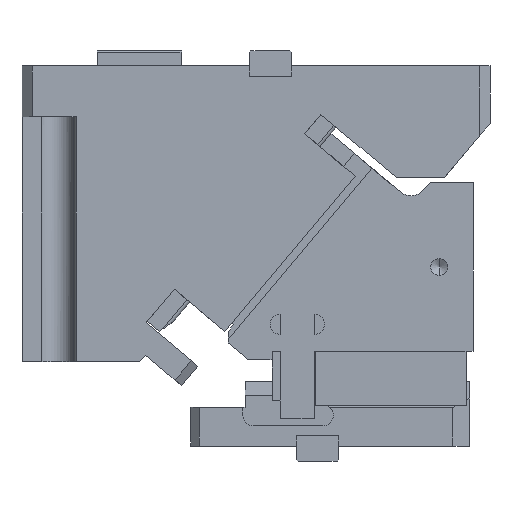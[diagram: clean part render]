
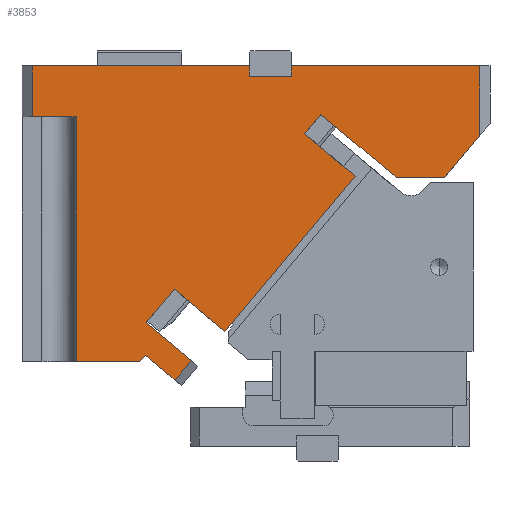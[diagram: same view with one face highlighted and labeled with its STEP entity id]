
A CAD part, front view. The second image highlights one B-rep face of the part: STEP entity #3853.
In plain terms, the highlighted planar face has unit normal (0, -1, 0).
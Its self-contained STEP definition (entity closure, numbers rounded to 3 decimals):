
#221=CARTESIAN_POINT('Vertex',(-9.868,-30.,92.933)) ;
#224=CARTESIAN_POINT('Line Origine',(-18.224,-30.,82.975)) ;
#228=CARTESIAN_POINT('Vertex',(-26.58,-30.,73.016)) ;
#296=CARTESIAN_POINT('Vertex',(76.909,-30.,196.349)) ;
#299=CARTESIAN_POINT('Line Origine',(72.088,-30.,190.604)) ;
#303=CARTESIAN_POINT('Vertex',(67.267,-30.,184.859)) ;
#621=CARTESIAN_POINT('Vertex',(121.42,-30.,159.)) ;
#624=CARTESIAN_POINT('Line Origine',(99.165,-30.,177.675)) ;
#698=CARTESIAN_POINT('Vertex',(150.001,-30.,159.)) ;
#701=CARTESIAN_POINT('Line Origine',(135.711,-30.,159.)) ;
#974=CARTESIAN_POINT('Vertex',(59.5,-30.,225.)) ;
#977=CARTESIAN_POINT('Line Origine',(115.25,-30.,225.)) ;
#981=CARTESIAN_POINT('Vertex',(171.,-30.,225.)) ;
#1137=CARTESIAN_POINT('Vertex',(59.5,-30.,219.)) ;
#1140=CARTESIAN_POINT('Line Origine',(59.5,-30.,222.)) ;
#1229=CARTESIAN_POINT('Vertex',(34.5,-30.,219.)) ;
#1232=CARTESIAN_POINT('Line Origine',(47.,-30.,219.)) ;
#1253=CARTESIAN_POINT('Vertex',(34.5,-30.,225.)) ;
#1256=CARTESIAN_POINT('Line Origine',(34.5,-30.,222.)) ;
#1326=CARTESIAN_POINT('Vertex',(-94.,-30.,225.)) ;
#1329=CARTESIAN_POINT('Line Origine',(-29.75,-30.,225.)) ;
#2044=CARTESIAN_POINT('Vertex',(171.,-30.,184.025)) ;
#2047=CARTESIAN_POINT('Line Origine',(160.501,-30.,171.513)) ;
#2372=CARTESIAN_POINT('Vertex',(-94.,-30.,195.)) ;
#2375=CARTESIAN_POINT('Line Origine',(-94.,-30.,210.)) ;
#2537=CARTESIAN_POINT('Line Origine',(-81.,-30.,195.)) ;
#2541=CARTESIAN_POINT('Vertex',(-68.,-30.,195.)) ;
#2625=CARTESIAN_POINT('Vertex',(-68.,-30.,50.)) ;
#2628=CARTESIAN_POINT('Line Origine',(-68.,-30.,122.5)) ;
#3635=CARTESIAN_POINT('Vertex',(-30.228,-30.,50.)) ;
#3638=CARTESIAN_POINT('Line Origine',(-49.114,-30.,50.)) ;
#3666=CARTESIAN_POINT('Vertex',(-27.029,-30.,53.812)) ;
#3669=CARTESIAN_POINT('Line Origine',(-28.629,-30.,51.906)) ;
#3704=CARTESIAN_POINT('Vertex',(-9.41,-30.,39.028)) ;
#3707=CARTESIAN_POINT('Line Origine',(-18.22,-30.,46.42)) ;
#3726=CARTESIAN_POINT('Line Origine',(-13.174,-30.,61.768)) ;
#3730=CARTESIAN_POINT('Vertex',(0.232,-30.,50.519)) ;
#3788=CARTESIAN_POINT('Line Origine',(-4.589,-30.,44.773)) ;
#3800=CARTESIAN_POINT('Axis2P3D Location',(167.,-30.,156.)) ;
#3805=CARTESIAN_POINT('Line Origine',(5.07,-30.,80.399)) ;
#3809=CARTESIAN_POINT('Vertex',(20.008,-30.,67.865)) ;
#3812=CARTESIAN_POINT('Line Origine',(58.575,-30.,113.827)) ;
#3816=CARTESIAN_POINT('Vertex',(97.143,-30.,159.79)) ;
#3819=CARTESIAN_POINT('Line Origine',(82.205,-30.,172.324)) ;
#3824=CARTESIAN_POINT('Line Origine',(171.,-30.,204.513)) ;
#225=DIRECTION('Vector Direction',(0.643,0.,0.766)) ;
#300=DIRECTION('Vector Direction',(0.643,0.,0.766)) ;
#625=DIRECTION('Vector Direction',(-0.766,0.,0.643)) ;
#702=DIRECTION('Vector Direction',(1.,0.,0.)) ;
#978=DIRECTION('Vector Direction',(-1.,0.,0.)) ;
#1141=DIRECTION('Vector Direction',(0.,0.,1.)) ;
#1233=DIRECTION('Vector Direction',(-1.,0.,0.)) ;
#1257=DIRECTION('Vector Direction',(0.,0.,1.)) ;
#1330=DIRECTION('Vector Direction',(-1.,0.,0.)) ;
#2048=DIRECTION('Vector Direction',(-0.643,0.,-0.766)) ;
#2376=DIRECTION('Vector Direction',(0.,0.,-1.)) ;
#2538=DIRECTION('Vector Direction',(-1.,0.,0.)) ;
#2629=DIRECTION('Vector Direction',(0.,0.,-1.)) ;
#3639=DIRECTION('Vector Direction',(1.,0.,0.)) ;
#3670=DIRECTION('Vector Direction',(-0.643,0.,-0.766)) ;
#3708=DIRECTION('Vector Direction',(0.766,0.,-0.643)) ;
#3727=DIRECTION('Vector Direction',(0.766,0.,-0.643)) ;
#3789=DIRECTION('Vector Direction',(0.643,0.,0.766)) ;
#3801=DIRECTION('Axis2P3D Direction',(0.,1.,0.)) ;
#3802=DIRECTION('Axis2P3D XDirection',(0.,0.,1.)) ;
#3806=DIRECTION('Vector Direction',(0.766,0.,-0.643)) ;
#3813=DIRECTION('Vector Direction',(0.643,0.,0.766)) ;
#3820=DIRECTION('Vector Direction',(-0.766,0.,0.643)) ;
#3825=DIRECTION('Vector Direction',(0.,0.,1.)) ;
#3803=AXIS2_PLACEMENT_3D('Plane Axis2P3D',#3800,#3801,#3802) ;
#3830=ORIENTED_EDGE('',*,*,#3811,.T.) ;
#3831=ORIENTED_EDGE('',*,*,#3818,.T.) ;
#3832=ORIENTED_EDGE('',*,*,#3823,.T.) ;
#3833=ORIENTED_EDGE('',*,*,#305,.T.) ;
#3834=ORIENTED_EDGE('',*,*,#628,.F.) ;
#3835=ORIENTED_EDGE('',*,*,#705,.T.) ;
#3836=ORIENTED_EDGE('',*,*,#2051,.F.) ;
#3837=ORIENTED_EDGE('',*,*,#3828,.T.) ;
#3838=ORIENTED_EDGE('',*,*,#983,.T.) ;
#3839=ORIENTED_EDGE('',*,*,#1144,.F.) ;
#3840=ORIENTED_EDGE('',*,*,#1236,.T.) ;
#3841=ORIENTED_EDGE('',*,*,#1260,.T.) ;
#3842=ORIENTED_EDGE('',*,*,#1333,.T.) ;
#3843=ORIENTED_EDGE('',*,*,#2379,.T.) ;
#3844=ORIENTED_EDGE('',*,*,#2543,.F.) ;
#3845=ORIENTED_EDGE('',*,*,#2632,.T.) ;
#3846=ORIENTED_EDGE('',*,*,#3642,.T.) ;
#3847=ORIENTED_EDGE('',*,*,#3673,.F.) ;
#3848=ORIENTED_EDGE('',*,*,#3711,.T.) ;
#3849=ORIENTED_EDGE('',*,*,#3792,.T.) ;
#3850=ORIENTED_EDGE('',*,*,#3732,.F.) ;
#3851=ORIENTED_EDGE('',*,*,#230,.T.) ;
#226=VECTOR('Line Direction',#225,1.) ;
#301=VECTOR('Line Direction',#300,1.) ;
#626=VECTOR('Line Direction',#625,1.) ;
#703=VECTOR('Line Direction',#702,1.) ;
#979=VECTOR('Line Direction',#978,1.) ;
#1142=VECTOR('Line Direction',#1141,1.) ;
#1234=VECTOR('Line Direction',#1233,1.) ;
#1258=VECTOR('Line Direction',#1257,1.) ;
#1331=VECTOR('Line Direction',#1330,1.) ;
#2049=VECTOR('Line Direction',#2048,1.) ;
#2377=VECTOR('Line Direction',#2376,1.) ;
#2539=VECTOR('Line Direction',#2538,1.) ;
#2630=VECTOR('Line Direction',#2629,1.) ;
#3640=VECTOR('Line Direction',#3639,1.) ;
#3671=VECTOR('Line Direction',#3670,1.) ;
#3709=VECTOR('Line Direction',#3708,1.) ;
#3728=VECTOR('Line Direction',#3727,1.) ;
#3790=VECTOR('Line Direction',#3789,1.) ;
#3807=VECTOR('Line Direction',#3806,1.) ;
#3814=VECTOR('Line Direction',#3813,1.) ;
#3821=VECTOR('Line Direction',#3820,1.) ;
#3826=VECTOR('Line Direction',#3825,1.) ;
#3853=ADVANCED_FACE('CAM HOLDER',(#3852),#3804,.F.) ;
#230=EDGE_CURVE('',#229,#222,#227,.T.) ;
#305=EDGE_CURVE('',#304,#297,#302,.T.) ;
#628=EDGE_CURVE('',#622,#297,#627,.T.) ;
#705=EDGE_CURVE('',#622,#699,#704,.T.) ;
#983=EDGE_CURVE('',#982,#975,#980,.T.) ;
#1144=EDGE_CURVE('',#1138,#975,#1143,.T.) ;
#1236=EDGE_CURVE('',#1138,#1230,#1235,.T.) ;
#1260=EDGE_CURVE('',#1230,#1254,#1259,.T.) ;
#1333=EDGE_CURVE('',#1254,#1327,#1332,.T.) ;
#2051=EDGE_CURVE('',#2045,#699,#2050,.T.) ;
#2379=EDGE_CURVE('',#1327,#2373,#2378,.T.) ;
#2543=EDGE_CURVE('',#2542,#2373,#2540,.T.) ;
#2632=EDGE_CURVE('',#2542,#2626,#2631,.T.) ;
#3642=EDGE_CURVE('',#2626,#3636,#3641,.T.) ;
#3673=EDGE_CURVE('',#3667,#3636,#3672,.T.) ;
#3711=EDGE_CURVE('',#3667,#3705,#3710,.T.) ;
#3732=EDGE_CURVE('',#229,#3731,#3729,.T.) ;
#3792=EDGE_CURVE('',#3705,#3731,#3791,.T.) ;
#3811=EDGE_CURVE('',#222,#3810,#3808,.T.) ;
#3818=EDGE_CURVE('',#3810,#3817,#3815,.T.) ;
#3823=EDGE_CURVE('',#3817,#304,#3822,.T.) ;
#3828=EDGE_CURVE('',#2045,#982,#3827,.T.) ;
#3829=EDGE_LOOP('',(#3830,#3831,#3832,#3833,#3834,#3835,#3836,#3837,#3838,#3839,#3840,#3841,#3842,#3843,#3844,#3845,#3846,#3847,#3848,#3849,#3850,#3851)) ;
#3852=FACE_OUTER_BOUND('',#3829,.T.) ;
#227=LINE('Line',#224,#226) ;
#302=LINE('Line',#299,#301) ;
#627=LINE('Line',#624,#626) ;
#704=LINE('Line',#701,#703) ;
#980=LINE('Line',#977,#979) ;
#1143=LINE('Line',#1140,#1142) ;
#1235=LINE('Line',#1232,#1234) ;
#1259=LINE('Line',#1256,#1258) ;
#1332=LINE('Line',#1329,#1331) ;
#2050=LINE('Line',#2047,#2049) ;
#2378=LINE('Line',#2375,#2377) ;
#2540=LINE('Line',#2537,#2539) ;
#2631=LINE('Line',#2628,#2630) ;
#3641=LINE('Line',#3638,#3640) ;
#3672=LINE('Line',#3669,#3671) ;
#3710=LINE('Line',#3707,#3709) ;
#3729=LINE('Line',#3726,#3728) ;
#3791=LINE('Line',#3788,#3790) ;
#3808=LINE('Line',#3805,#3807) ;
#3815=LINE('Line',#3812,#3814) ;
#3822=LINE('Line',#3819,#3821) ;
#3827=LINE('Line',#3824,#3826) ;
#3804=PLANE('Plane',#3803) ;
#222=VERTEX_POINT('',#221) ;
#229=VERTEX_POINT('',#228) ;
#297=VERTEX_POINT('',#296) ;
#304=VERTEX_POINT('',#303) ;
#622=VERTEX_POINT('',#621) ;
#699=VERTEX_POINT('',#698) ;
#975=VERTEX_POINT('',#974) ;
#982=VERTEX_POINT('',#981) ;
#1138=VERTEX_POINT('',#1137) ;
#1230=VERTEX_POINT('',#1229) ;
#1254=VERTEX_POINT('',#1253) ;
#1327=VERTEX_POINT('',#1326) ;
#2045=VERTEX_POINT('',#2044) ;
#2373=VERTEX_POINT('',#2372) ;
#2542=VERTEX_POINT('',#2541) ;
#2626=VERTEX_POINT('',#2625) ;
#3636=VERTEX_POINT('',#3635) ;
#3667=VERTEX_POINT('',#3666) ;
#3705=VERTEX_POINT('',#3704) ;
#3731=VERTEX_POINT('',#3730) ;
#3810=VERTEX_POINT('',#3809) ;
#3817=VERTEX_POINT('',#3816) ;
